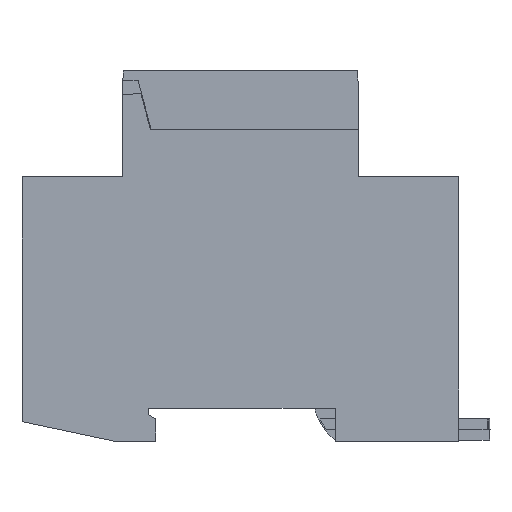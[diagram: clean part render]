
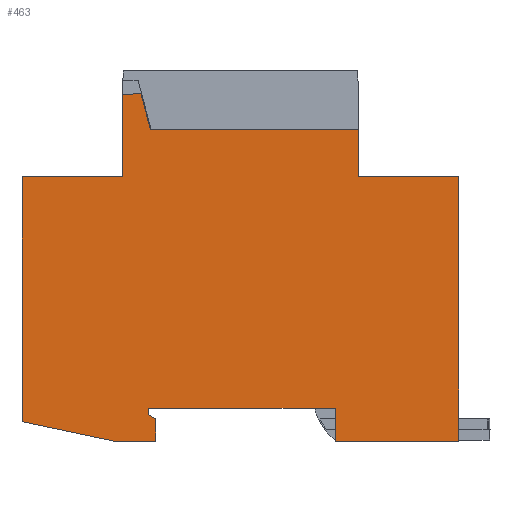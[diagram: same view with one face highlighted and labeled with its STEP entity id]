
A CAD part, left-side view. The second image highlights one B-rep face of the part: STEP entity #463.
In plain terms, the highlighted planar face has unit normal (-1, 0, 0).
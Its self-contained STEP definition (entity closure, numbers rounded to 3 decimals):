
#463=ADVANCED_FACE('',(#1274),#1275,.F.);
#1274=FACE_OUTER_BOUND('',#2437,.T.);
#1275=PLANE('',#2438);
#2437=EDGE_LOOP('',(#3946,#3947,#3948,#3949,#3950,#3951,#3952,#3953,#3954,#3955,#3956,#3957,#3958,#3959,#3960,#3961,#3962));
#2438=AXIS2_PLACEMENT_3D('',#3963,#3964,#3965);
#3946=ORIENTED_EDGE('',*,*,#7373,.T.);
#3947=ORIENTED_EDGE('',*,*,#7374,.T.);
#3948=ORIENTED_EDGE('',*,*,#7375,.T.);
#3949=ORIENTED_EDGE('',*,*,#7376,.T.);
#3950=ORIENTED_EDGE('',*,*,#7377,.T.);
#3951=ORIENTED_EDGE('',*,*,#7378,.T.);
#3952=ORIENTED_EDGE('',*,*,#7379,.T.);
#3953=ORIENTED_EDGE('',*,*,#7380,.T.);
#3954=ORIENTED_EDGE('',*,*,#7353,.F.);
#3955=ORIENTED_EDGE('',*,*,#7381,.T.);
#3956=ORIENTED_EDGE('',*,*,#7382,.F.);
#3957=ORIENTED_EDGE('',*,*,#7383,.F.);
#3958=ORIENTED_EDGE('',*,*,#7384,.T.);
#3959=ORIENTED_EDGE('',*,*,#7385,.T.);
#3960=ORIENTED_EDGE('',*,*,#7386,.F.);
#3961=ORIENTED_EDGE('',*,*,#7387,.T.);
#3962=ORIENTED_EDGE('',*,*,#7388,.T.);
#3963=CARTESIAN_POINT('',(0.0,47.393,20.875));
#3964=DIRECTION('',(1.0,0.0,0.0));
#3965=DIRECTION('',(0.0,0.0,-1.0));
#7353=EDGE_CURVE('',#8991,#8962,#8993,.T.);
#7373=EDGE_CURVE('',#9025,#9026,#9027,.T.);
#7374=EDGE_CURVE('',#9026,#9028,#9029,.T.);
#7375=EDGE_CURVE('',#9028,#9030,#9031,.T.);
#7376=EDGE_CURVE('',#9030,#9032,#9033,.T.);
#7377=EDGE_CURVE('',#9032,#9034,#9035,.T.);
#7378=EDGE_CURVE('',#9034,#9036,#9037,.T.);
#7379=EDGE_CURVE('',#9036,#9038,#9039,.T.);
#7380=EDGE_CURVE('',#9038,#8962,#9040,.T.);
#7381=EDGE_CURVE('',#8991,#9041,#9042,.T.);
#7382=EDGE_CURVE('',#9043,#9041,#9044,.T.);
#7383=EDGE_CURVE('',#9045,#9043,#9046,.T.);
#7384=EDGE_CURVE('',#9045,#9047,#9048,.T.);
#7385=EDGE_CURVE('',#9047,#9049,#9050,.T.);
#7386=EDGE_CURVE('',#9051,#9049,#9052,.T.);
#7387=EDGE_CURVE('',#9051,#9053,#9054,.T.);
#7388=EDGE_CURVE('',#9053,#9025,#9055,.T.);
#8962=VERTEX_POINT('',#11362);
#8991=VERTEX_POINT('',#11405);
#8993=LINE('',#11408,#11409);
#9025=VERTEX_POINT('',#11456);
#9026=VERTEX_POINT('',#11457);
#9027=LINE('',#11458,#11459);
#9028=VERTEX_POINT('',#11460);
#9029=LINE('',#11461,#11462);
#9030=VERTEX_POINT('',#11463);
#9031=LINE('',#11464,#11465);
#9032=VERTEX_POINT('',#11466);
#9033=LINE('',#11467,#11468);
#9034=VERTEX_POINT('',#11469);
#9035=LINE('',#11470,#11471);
#9036=VERTEX_POINT('',#11472);
#9037=LINE('',#11473,#11474);
#9038=VERTEX_POINT('',#11475);
#9039=LINE('',#11476,#11477);
#9040=LINE('',#11478,#11479);
#9041=VERTEX_POINT('',#11480);
#9042=LINE('',#11481,#11482);
#9043=VERTEX_POINT('',#11483);
#9044=LINE('',#11484,#11485);
#9045=VERTEX_POINT('',#11486);
#9046=LINE('',#11487,#11488);
#9047=VERTEX_POINT('',#11489);
#9048=LINE('',#11490,#11491);
#9049=VERTEX_POINT('',#11492);
#9050=LINE('',#11493,#11494);
#9051=VERTEX_POINT('',#11495);
#9052=LINE('',#11496,#11497);
#9053=VERTEX_POINT('',#11498);
#9054=LINE('',#11499,#11500);
#9055=LINE('',#11501,#11502);
#11362=CARTESIAN_POINT('',(0.0,5.893,0.));
#11405=CARTESIAN_POINT('',(0.0,5.893,50.2));
#11408=CARTESIAN_POINT('',(0.0,5.893,41.75));
#11409=VECTOR('',#14168,1.0);
#11456=CARTESIAN_POINT('',(0.0,88.893,3.677));
#11457=CARTESIAN_POINT('',(0.0,71.593,0.));
#11458=CARTESIAN_POINT('',(0.0,88.1,3.509));
#11459=VECTOR('',#14184,1.0);
#11460=CARTESIAN_POINT('',(0.0,63.443,0.));
#11461=CARTESIAN_POINT('',(0.0,71.487,0.));
#11462=VECTOR('',#14185,1.0);
#11463=CARTESIAN_POINT('',(0.0,63.443,4.207));
#11464=CARTESIAN_POINT('',(0.0,63.443,0.5));
#11465=VECTOR('',#14186,1.0);
#11466=CARTESIAN_POINT('',(0.0,64.903,5.05));
#11467=CARTESIAN_POINT('',(0.0,63.443,4.207));
#11468=VECTOR('',#14187,1.0);
#11469=CARTESIAN_POINT('',(0.0,64.893,6.2));
#11470=CARTESIAN_POINT('',(0.0,64.903,5.05));
#11471=VECTOR('',#14188,1.0);
#11472=CARTESIAN_POINT('',(0.0,29.393,6.2));
#11473=CARTESIAN_POINT('',(0.0,64.893,6.2));
#11474=VECTOR('',#14189,1.0);
#11475=CARTESIAN_POINT('',(0.0,29.338,0.));
#11476=CARTESIAN_POINT('',(0.0,29.393,6.2));
#11477=VECTOR('',#14190,1.0);
#11478=CARTESIAN_POINT('',(0.0,27.851,0.));
#11479=VECTOR('',#14191,1.0);
#11480=CARTESIAN_POINT('',(0.0,24.893,50.2));
#11481=CARTESIAN_POINT('',(0.0,12.143,50.2));
#11482=VECTOR('',#14192,1.0);
#11483=CARTESIAN_POINT('',(0.0,24.893,59.2));
#11484=CARTESIAN_POINT('',(0.0,24.893,58.525));
#11485=VECTOR('',#14193,1.0);
#11486=CARTESIAN_POINT('',(0.0,64.493,59.2));
#11487=CARTESIAN_POINT('',(0.0,47.393,59.2));
#11488=VECTOR('',#14194,1.0);
#11489=CARTESIAN_POINT('',(0.0,66.315,66.));
#11490=CARTESIAN_POINT('',(0.0,53.766,19.167));
#11491=VECTOR('',#14195,1.0);
#11492=CARTESIAN_POINT('',(0.0,69.893,65.8));
#11493=CARTESIAN_POINT('',(0.0,68.443,65.881));
#11494=VECTOR('',#14196,1.0);
#11495=CARTESIAN_POINT('',(0.0,69.893,50.2));
#11496=CARTESIAN_POINT('',(0.0,69.893,20.875));
#11497=VECTOR('',#14197,1.0);
#11498=CARTESIAN_POINT('',(0.0,88.893,50.2));
#11499=CARTESIAN_POINT('',(0.0,82.643,50.2));
#11500=VECTOR('',#14198,1.0);
#11501=CARTESIAN_POINT('',(0.0,88.893,41.75));
#11502=VECTOR('',#14199,1.0);
#14168=DIRECTION('',(0.0,0.0,-1.0));
#14184=DIRECTION('',(0.0,-0.978,-0.208));
#14185=DIRECTION('',(0.0,-1.0,0.0));
#14186=DIRECTION('',(0.0,0.0,1.0));
#14187=DIRECTION('',(0.0,0.866,0.5));
#14188=DIRECTION('',(0.0,-0.009,1.));
#14189=DIRECTION('',(0.0,-1.0,0.0));
#14190=DIRECTION('',(0.0,-0.009,-1.));
#14191=DIRECTION('',(0.0,-1.,0.));
#14192=DIRECTION('',(0.0,1.0,0.0));
#14193=DIRECTION('',(0.0,0.0,-1.0));
#14194=DIRECTION('',(0.0,-1.0,0.0));
#14195=DIRECTION('',(0.0,0.259,0.966));
#14196=DIRECTION('',(0.0,0.998,-0.056));
#14197=DIRECTION('',(0.0,0.0,1.0));
#14198=DIRECTION('',(0.0,1.0,0.0));
#14199=DIRECTION('',(0.0,0.0,-1.0));
